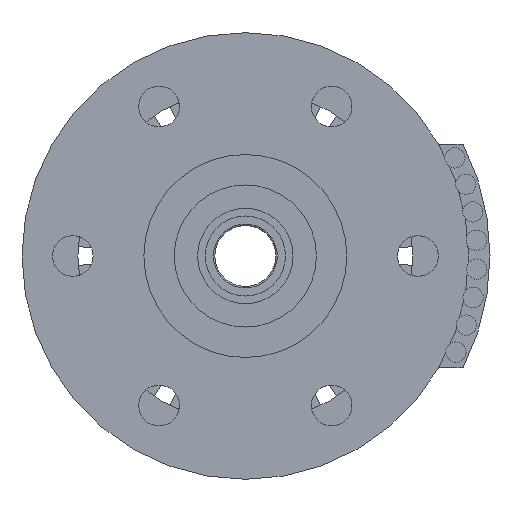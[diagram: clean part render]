
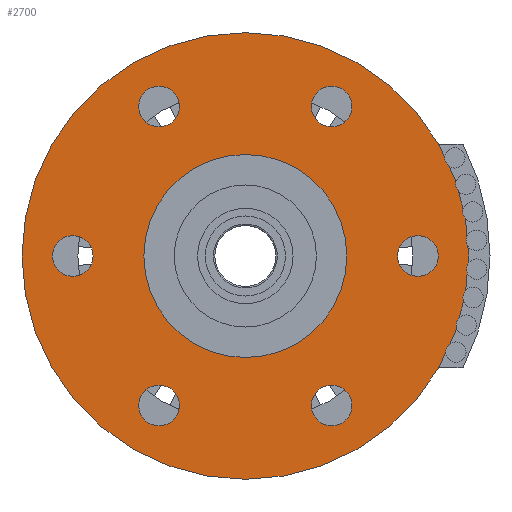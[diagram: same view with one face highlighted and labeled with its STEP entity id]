
A CAD part, front view. The second image highlights one B-rep face of the part: STEP entity #2700.
In plain terms, the highlighted planar face has unit normal (0, -1, 0).
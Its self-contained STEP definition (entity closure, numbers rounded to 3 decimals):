
#2520=CARTESIAN_POINT('',(-9.526,0.,-5.5));
#2521=VERTEX_POINT('',#2520);
#2547=CARTESIAN_POINT('',(9.526,-0.,5.5));
#2548=VERTEX_POINT('',#2547);
#2549=CARTESIAN_POINT('',(0.,0.,-0.));
#2550=DIRECTION('',(0.,1.,0.));
#2551=DIRECTION('',(0.866,-0.,0.5));
#2552=AXIS2_PLACEMENT_3D('',#2549,#2550,#2551);
#2553=CIRCLE('',#2552,11.);
#2554=EDGE_CURVE('',#2521,#2548,#2553,.T.);
#2556=CARTESIAN_POINT('',(0.,0.,-0.));
#2557=DIRECTION('',(0.,1.,0.));
#2558=DIRECTION('',(0.866,-0.,0.5));
#2559=AXIS2_PLACEMENT_3D('',#2556,#2557,#2558);
#2560=CIRCLE('',#2559,11.);
#2561=EDGE_CURVE('',#2548,#2521,#2560,.T.);
#2596=CARTESIAN_POINT('',(0.,0.,0.));
#2597=DIRECTION('',(0.,1.,0.));
#2598=DIRECTION('',(0.866,-0.,0.5));
#2599=AXIS2_PLACEMENT_3D('',#2596,#2597,#2598);
#2600=PLANE('',#2599);
#2601=CARTESIAN_POINT('',(5.116,0.,-6.861));
#2602=VERTEX_POINT('',#2601);
#2603=CARTESIAN_POINT('',(4.25,0.,-7.361));
#2604=DIRECTION('',(0.,1.,0.));
#2605=DIRECTION('',(0.866,-0.,0.5));
#2606=AXIS2_PLACEMENT_3D('',#2603,#2604,#2605);
#2607=CIRCLE('',#2606,1.);
#2608=EDGE_CURVE('',#2602,#2602,#2607,.T.);
#2609=ORIENTED_EDGE('',*,*,#2608,.T.);
#2610=EDGE_LOOP('',(#2609));
#2611=FACE_BOUND('',#2610,.T.);
#2612=CARTESIAN_POINT('',(-7.634,0.,0.5));
#2613=VERTEX_POINT('',#2612);
#2614=CARTESIAN_POINT('',(-8.5,0.,-0.));
#2615=DIRECTION('',(0.,1.,0.));
#2616=DIRECTION('',(0.866,-0.,0.5));
#2617=AXIS2_PLACEMENT_3D('',#2614,#2615,#2616);
#2618=CIRCLE('',#2617,1.);
#2619=EDGE_CURVE('',#2613,#2613,#2618,.T.);
#2620=ORIENTED_EDGE('',*,*,#2619,.T.);
#2621=EDGE_LOOP('',(#2620));
#2622=FACE_BOUND('',#2621,.T.);
#2623=CARTESIAN_POINT('',(-3.384,0.,-6.861));
#2624=VERTEX_POINT('',#2623);
#2625=CARTESIAN_POINT('',(-4.25,0.,-7.361));
#2626=DIRECTION('',(0.,1.,0.));
#2627=DIRECTION('',(0.866,-0.,0.5));
#2628=AXIS2_PLACEMENT_3D('',#2625,#2626,#2627);
#2629=CIRCLE('',#2628,1.);
#2630=EDGE_CURVE('',#2624,#2624,#2629,.T.);
#2631=ORIENTED_EDGE('',*,*,#2630,.T.);
#2632=EDGE_LOOP('',(#2631));
#2633=FACE_BOUND('',#2632,.T.);
#2634=CARTESIAN_POINT('',(9.366,-0.,0.5));
#2635=VERTEX_POINT('',#2634);
#2636=CARTESIAN_POINT('',(8.5,-0.,0.));
#2637=DIRECTION('',(0.,1.,0.));
#2638=DIRECTION('',(0.866,-0.,0.5));
#2639=AXIS2_PLACEMENT_3D('',#2636,#2637,#2638);
#2640=CIRCLE('',#2639,1.);
#2641=EDGE_CURVE('',#2635,#2635,#2640,.T.);
#2642=ORIENTED_EDGE('',*,*,#2641,.T.);
#2643=EDGE_LOOP('',(#2642));
#2644=FACE_BOUND('',#2643,.T.);
#2645=CARTESIAN_POINT('',(5.116,-0.,7.861));
#2646=VERTEX_POINT('',#2645);
#2647=CARTESIAN_POINT('',(3.384,-0.,6.861));
#2648=VERTEX_POINT('',#2647);
#2649=CARTESIAN_POINT('',(4.25,-0.,7.361));
#2650=DIRECTION('',(0.,1.,0.));
#2651=DIRECTION('',(0.866,-0.,0.5));
#2652=AXIS2_PLACEMENT_3D('',#2649,#2650,#2651);
#2653=CIRCLE('',#2652,1.);
#2654=EDGE_CURVE('',#2646,#2648,#2653,.T.);
#2655=ORIENTED_EDGE('',*,*,#2654,.T.);
#2656=CARTESIAN_POINT('',(4.25,-0.,7.361));
#2657=DIRECTION('',(0.,1.,0.));
#2658=DIRECTION('',(0.866,-0.,0.5));
#2659=AXIS2_PLACEMENT_3D('',#2656,#2657,#2658);
#2660=CIRCLE('',#2659,1.);
#2661=EDGE_CURVE('',#2648,#2646,#2660,.T.);
#2662=ORIENTED_EDGE('',*,*,#2661,.T.);
#2663=EDGE_LOOP('',(#2655,#2662));
#2664=FACE_BOUND('',#2663,.T.);
#2665=CARTESIAN_POINT('',(-3.384,-0.,7.861));
#2666=VERTEX_POINT('',#2665);
#2667=CARTESIAN_POINT('',(-5.116,-0.,6.861));
#2668=VERTEX_POINT('',#2667);
#2669=CARTESIAN_POINT('',(-4.25,-0.,7.361));
#2670=DIRECTION('',(0.,1.,0.));
#2671=DIRECTION('',(0.866,-0.,0.5));
#2672=AXIS2_PLACEMENT_3D('',#2669,#2670,#2671);
#2673=CIRCLE('',#2672,1.);
#2674=EDGE_CURVE('',#2666,#2668,#2673,.T.);
#2675=ORIENTED_EDGE('',*,*,#2674,.T.);
#2676=CARTESIAN_POINT('',(-4.25,-0.,7.361));
#2677=DIRECTION('',(0.,1.,0.));
#2678=DIRECTION('',(0.866,-0.,0.5));
#2679=AXIS2_PLACEMENT_3D('',#2676,#2677,#2678);
#2680=CIRCLE('',#2679,1.);
#2681=EDGE_CURVE('',#2668,#2666,#2680,.T.);
#2682=ORIENTED_EDGE('',*,*,#2681,.T.);
#2683=EDGE_LOOP('',(#2675,#2682));
#2684=FACE_BOUND('',#2683,.T.);
#2685=CARTESIAN_POINT('',(4.33,-0.,2.5));
#2686=VERTEX_POINT('',#2685);
#2687=CARTESIAN_POINT('',(0.,0.,-0.));
#2688=DIRECTION('',(0.,1.,0.));
#2689=DIRECTION('',(0.866,-0.,0.5));
#2690=AXIS2_PLACEMENT_3D('',#2687,#2688,#2689);
#2691=CIRCLE('',#2690,5.);
#2692=EDGE_CURVE('',#2686,#2686,#2691,.T.);
#2693=ORIENTED_EDGE('',*,*,#2692,.T.);
#2694=EDGE_LOOP('',(#2693));
#2695=FACE_BOUND('',#2694,.T.);
#2696=ORIENTED_EDGE('',*,*,#2554,.F.);
#2697=ORIENTED_EDGE('',*,*,#2561,.F.);
#2698=EDGE_LOOP('',(#2696,#2697));
#2699=FACE_BOUND('',#2698,.T.);
#2700=ADVANCED_FACE('',(#2611,#2622,#2633,#2644,#2664,#2684,#2695,#2699),#2600,.F.);
